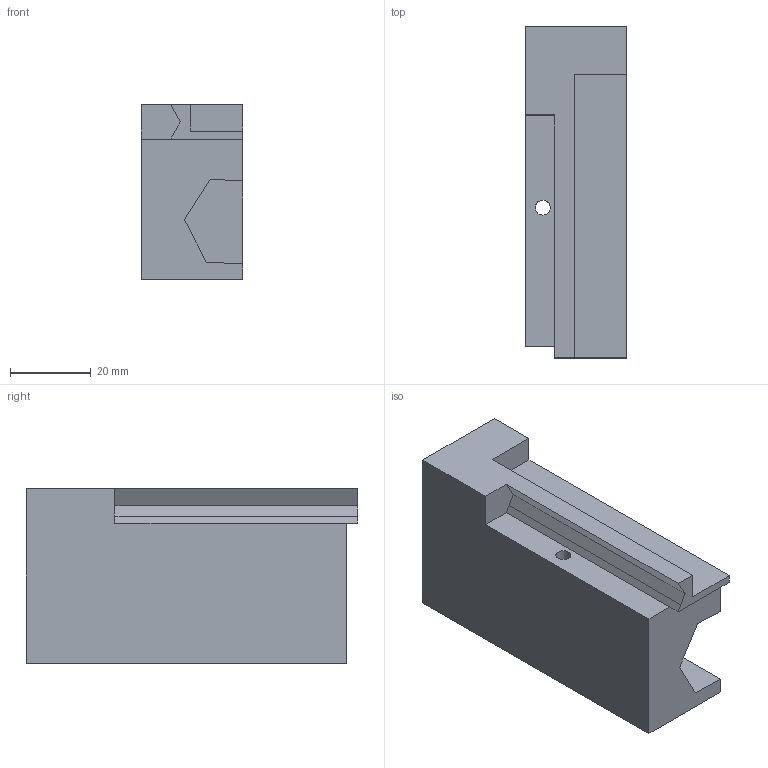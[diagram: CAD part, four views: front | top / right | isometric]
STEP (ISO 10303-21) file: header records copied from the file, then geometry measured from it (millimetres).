
FILE_DESCRIPTION(('Open CASCADE Model'),'2;1');
FILE_NAME('Open CASCADE Shape Model','2024-06-23T18:50:01',('Author'),( 'Open CASCADE'),'Open CASCADE STEP processor 7.5','Open CASCADE 7.5' ,'Unknown');
FILE_SCHEMA(('AUTOMOTIVE_DESIGN { 1 0 10303 214 1 1 1 1 }'));
Length unit declared in the file: millimetre
Products named in the file (1): Open CASCADE STEP translator 7.5 66
Bounding box: 25.16 x 82.06 x 43.24 mm (x, y, z)
Volume: 64329.8 mm3; surface area: 15164 mm2
Topology: 1 solids, 1 shells, 39 faces, 104 edges, 69 vertices
Faces by surface type: plane 34, cylinder 5
Full cylindrical faces by diameter (mm): 3.705 x1
Entity records: 2563 total; most frequent: CARTESIAN_POINT 433, DIRECTION 395, LINE 286, VECTOR 286, ORIENTED_EDGE 208, PCURVE 208, DEFINITIONAL_REPRESENTATION 208, EDGE_CURVE 104
